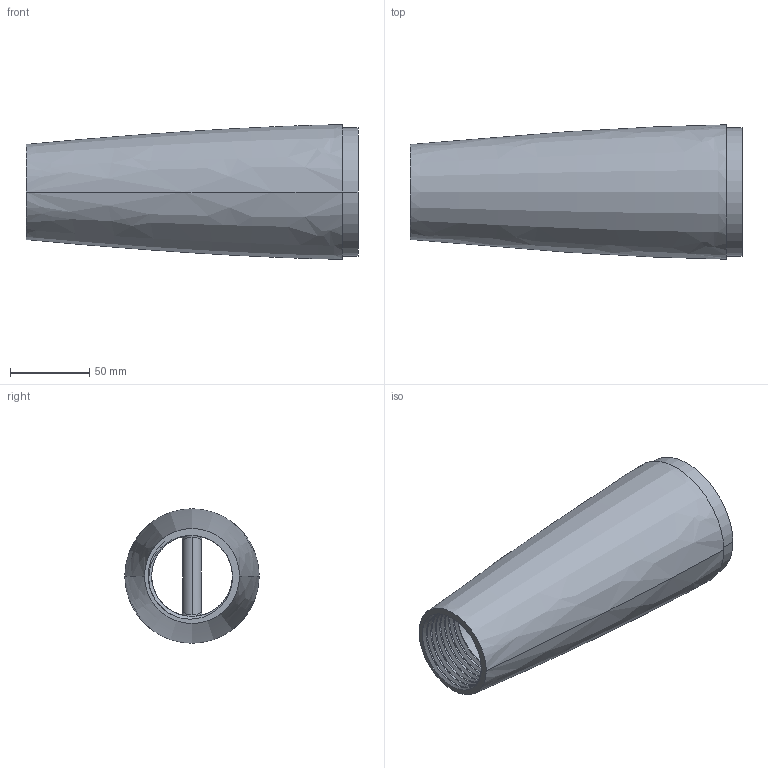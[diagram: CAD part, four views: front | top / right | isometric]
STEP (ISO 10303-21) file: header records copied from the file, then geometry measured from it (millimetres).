
FILE_DESCRIPTION (( 'STEP AP214' ), '1' );
FILE_NAME ('Nose Cone bottom.STEP', '2024-07-30T16:53:15', ( '' ), ( '' ), 'SwSTEP 2.0', 'SolidWorks 2024', '' );
FILE_SCHEMA (( 'AUTOMOTIVE_DESIGN' ));
Length unit declared in the file: centimetre
Products named in the file (2): Nose Cone bottom
Assembly tree (1 placements, depth 2):
  Nose Cone bottom
    Nose Cone bottom
Bounding box: 210 x 85 x 85 mm (x, y, z)
Volume: 230238.4 mm3; surface area: 101121.2 mm2
Topology: 1 solids, 1 shells, 37 faces, 96 edges, 63 vertices
Faces by surface type: cylinder 22, bspline 9, plane 4, torus 2
Entity records: 4341 total; most frequent: CARTESIAN_POINT 3525, ORIENTED_EDGE 192, DIRECTION 129, EDGE_CURVE 96, VERTEX_POINT 63, AXIS2_PLACEMENT_3D 54, EDGE_LOOP 43, ADVANCED_FACE 37
